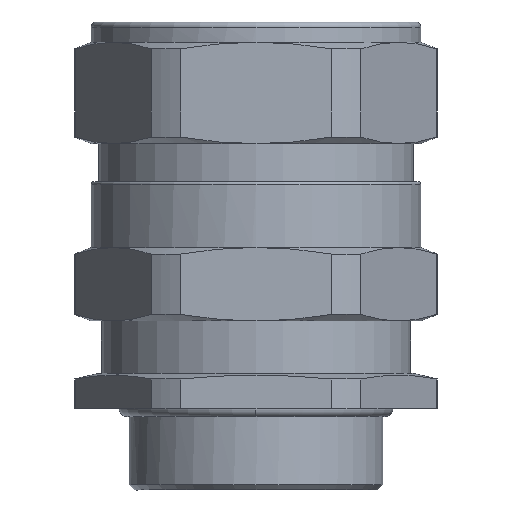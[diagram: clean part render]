
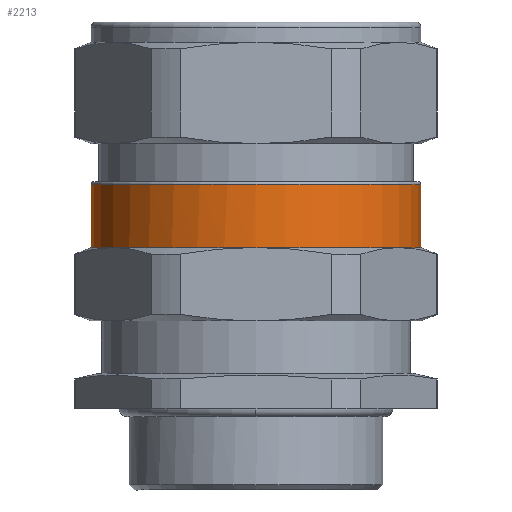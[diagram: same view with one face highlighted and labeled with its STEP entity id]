
A CAD part, left-side view. The second image highlights one B-rep face of the part: STEP entity #2213.
In plain terms, the highlighted cylindrical face has radius 32.5 mm (diameter 65 mm), a partial arc.
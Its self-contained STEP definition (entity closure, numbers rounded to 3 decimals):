
#898=AXIS2_PLACEMENT_3D('Circle Axis2P3D',#896,#897,$) ;
#1570=AXIS2_PLACEMENT_3D('Circle Axis2P3D',#1568,#1569,$) ;
#1606=AXIS2_PLACEMENT_3D('Circle Axis2P3D',#1604,#1605,$) ;
#1623=AXIS2_PLACEMENT_3D('Circle Axis2P3D',#1621,#1622,$) ;
#1663=AXIS2_PLACEMENT_3D('Circle Axis2P3D',#1661,#1662,$) ;
#2166=AXIS2_PLACEMENT_3D('Cylinder Axis2P3D',#2163,#2164,#2165) ;
#2200=AXIS2_PLACEMENT_3D('Circle Axis2P3D',#2198,#2199,$) ;
#896=CARTESIAN_POINT('Axis2P3D Location',(32.5,35.75,47.85)) ;
#900=CARTESIAN_POINT('Vertex',(0.009,36.517,47.85)) ;
#902=CARTESIAN_POINT('Vertex',(0.,35.75,47.85)) ;
#1295=CARTESIAN_POINT('Vertex',(16.25,7.604,47.85)) ;
#1515=CARTESIAN_POINT('Vertex',(16.25,63.896,47.85)) ;
#1568=CARTESIAN_POINT('Axis2P3D Location',(32.5,35.75,47.85)) ;
#1604=CARTESIAN_POINT('Axis2P3D Location',(32.5,35.75,47.85)) ;
#1621=CARTESIAN_POINT('Axis2P3D Location',(32.5,35.75,47.85)) ;
#1625=CARTESIAN_POINT('Vertex',(32.5,68.25,47.85)) ;
#1658=CARTESIAN_POINT('Vertex',(32.5,3.25,47.85)) ;
#1661=CARTESIAN_POINT('Axis2P3D Location',(32.5,35.75,47.85)) ;
#2163=CARTESIAN_POINT('Axis2P3D Location',(32.5,35.75,61.1)) ;
#2168=CARTESIAN_POINT('Line Origine',(32.5,3.25,61.1)) ;
#2172=CARTESIAN_POINT('Vertex',(32.5,3.25,60.35)) ;
#2175=CARTESIAN_POINT('Line Origine',(32.5,68.25,61.1)) ;
#2179=CARTESIAN_POINT('Vertex',(32.5,68.25,60.35)) ;
#2198=CARTESIAN_POINT('Axis2P3D Location',(32.5,35.75,60.35)) ;
#897=DIRECTION('Axis2P3D Direction',(0.,0.,-1.)) ;
#1569=DIRECTION('Axis2P3D Direction',(0.,0.,-1.)) ;
#1605=DIRECTION('Axis2P3D Direction',(0.,0.,-1.)) ;
#1622=DIRECTION('Axis2P3D Direction',(0.,0.,-1.)) ;
#1662=DIRECTION('Axis2P3D Direction',(0.,0.,-1.)) ;
#2164=DIRECTION('Axis2P3D Direction',(0.,0.,1.)) ;
#2165=DIRECTION('Axis2P3D XDirection',(0.,1.,0.)) ;
#2169=DIRECTION('Vector Direction',(0.,0.,1.)) ;
#2176=DIRECTION('Vector Direction',(0.,0.,1.)) ;
#2199=DIRECTION('Axis2P3D Direction',(0.,0.,1.)) ;
#2170=VECTOR('Line Direction',#2169,1.) ;
#2177=VECTOR('Line Direction',#2176,1.) ;
#2204=ORIENTED_EDGE('',*,*,#2181,.T.) ;
#2205=ORIENTED_EDGE('',*,*,#1627,.T.) ;
#2206=ORIENTED_EDGE('',*,*,#1572,.T.) ;
#2207=ORIENTED_EDGE('',*,*,#904,.T.) ;
#2208=ORIENTED_EDGE('',*,*,#1608,.T.) ;
#2209=ORIENTED_EDGE('',*,*,#1665,.T.) ;
#2210=ORIENTED_EDGE('',*,*,#2174,.F.) ;
#2211=ORIENTED_EDGE('',*,*,#2202,.F.) ;
#2213=ADVANCED_FACE('PartBody',(#2212),#2167,.T.) ;
#899=CIRCLE('generated circle',#898,32.5) ;
#1571=CIRCLE('generated circle',#1570,32.5) ;
#1607=CIRCLE('generated circle',#1606,32.5) ;
#1624=CIRCLE('generated circle',#1623,32.5) ;
#1664=CIRCLE('generated circle',#1663,32.5) ;
#2201=CIRCLE('generated circle',#2200,32.5) ;
#2167=CYLINDRICAL_SURFACE('generated cylinder',#2166,32.5) ;
#904=EDGE_CURVE('',#901,#903,#899,.F.) ;
#1572=EDGE_CURVE('',#1516,#901,#1571,.F.) ;
#1608=EDGE_CURVE('',#903,#1296,#1607,.F.) ;
#1627=EDGE_CURVE('',#1626,#1516,#1624,.F.) ;
#1665=EDGE_CURVE('',#1296,#1659,#1664,.F.) ;
#2174=EDGE_CURVE('',#2173,#1659,#2171,.F.) ;
#2181=EDGE_CURVE('',#2180,#1626,#2178,.F.) ;
#2202=EDGE_CURVE('',#2180,#2173,#2201,.T.) ;
#2203=EDGE_LOOP('',(#2204,#2205,#2206,#2207,#2208,#2209,#2210,#2211)) ;
#2212=FACE_OUTER_BOUND('',#2203,.T.) ;
#2171=LINE('Line',#2168,#2170) ;
#2178=LINE('Line',#2175,#2177) ;
#901=VERTEX_POINT('',#900) ;
#903=VERTEX_POINT('',#902) ;
#1296=VERTEX_POINT('',#1295) ;
#1516=VERTEX_POINT('',#1515) ;
#1626=VERTEX_POINT('',#1625) ;
#1659=VERTEX_POINT('',#1658) ;
#2173=VERTEX_POINT('',#2172) ;
#2180=VERTEX_POINT('',#2179) ;
